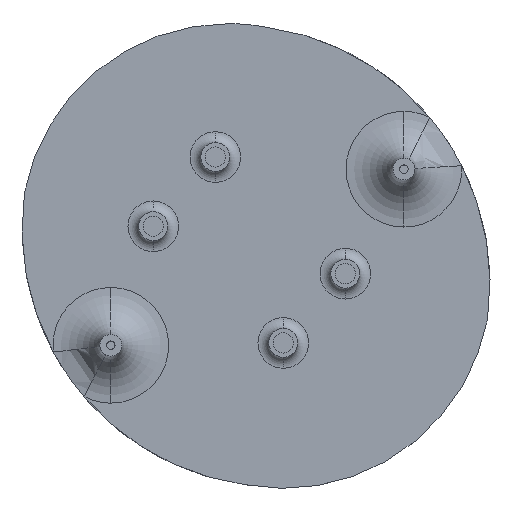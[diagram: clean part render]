
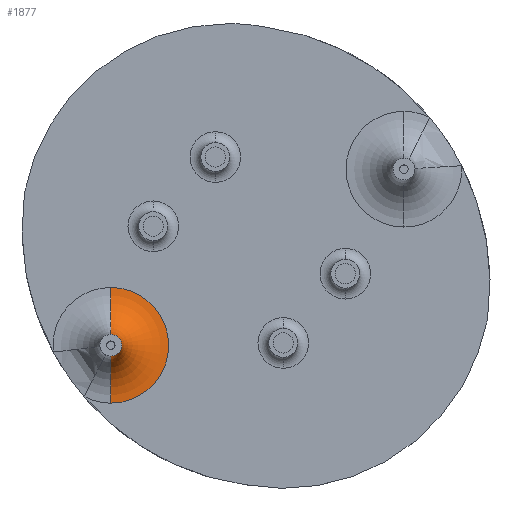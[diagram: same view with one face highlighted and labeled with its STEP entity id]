
A CAD part, top view. The second image highlights one B-rep face of the part: STEP entity #1877.
In plain terms, the highlighted toroidal (fillet/blend) face has major radius 16 mm and minor radius 13 mm.
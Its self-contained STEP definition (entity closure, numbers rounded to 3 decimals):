
#1 = ORIENTED_EDGE ( 'NONE', *, *, #971, .T. ) ;
#4 = VERTEX_POINT ( 'NONE', #644 ) ;
#43 = CARTESIAN_POINT ( 'NONE',  ( -171.888, -30.733, 14.688 ) ) ;
#68 = DIRECTION ( 'NONE',  ( 0., 0., 1. ) ) ;
#214 = AXIS2_PLACEMENT_3D ( 'NONE', #1536, #324, #1817 ) ;
#256 = ORIENTED_EDGE ( 'NONE', *, *, #1864, .F. ) ;
#258 = CARTESIAN_POINT ( 'NONE',  ( -168.888, -27.733, 14.688 ) ) ;
#323 = CARTESIAN_POINT ( 'NONE',  ( -171.888, -11.733, 1.688 ) ) ;
#324 = DIRECTION ( 'NONE',  ( 0., 0., 1. ) ) ;
#326 = AXIS2_PLACEMENT_3D ( 'NONE', #1120, #951, #68 ) ;
#352 = TOROIDAL_SURFACE ( 'NONE', #585, 16., 13. ) ;
#357 = CIRCLE ( 'NONE', #716, 16. ) ;
#413 = VERTEX_POINT ( 'NONE', #323 ) ;
#415 = CARTESIAN_POINT ( 'NONE',  ( -171.888, -27.733, 1.688 ) ) ;
#428 = CARTESIAN_POINT ( 'NONE',  ( -171.888, -27.733, 14.688 ) ) ;
#476 = DIRECTION ( 'NONE',  ( 0., 0., -1. ) ) ;
#509 = ORIENTED_EDGE ( 'NONE', *, *, #826, .F. ) ;
#569 = AXIS2_PLACEMENT_3D ( 'NONE', #428, #1019, #1164 ) ;
#585 = AXIS2_PLACEMENT_3D ( 'NONE', #943, #476, #1820 ) ;
#644 = CARTESIAN_POINT ( 'NONE',  ( -171.888, -43.733, 1.688 ) ) ;
#716 = AXIS2_PLACEMENT_3D ( 'NONE', #415, #1465, #1172 ) ;
#826 = EDGE_CURVE ( 'NONE', #1876, #1716, #1413, .T. ) ;
#933 = CARTESIAN_POINT ( 'NONE',  ( -171.888, -43.733, 14.688 ) ) ;
#943 = CARTESIAN_POINT ( 'NONE',  ( -171.888, -27.733, 14.688 ) ) ;
#951 = DIRECTION ( 'NONE',  ( -1., 0., 0. ) ) ;
#971 = EDGE_CURVE ( 'NONE', #413, #1251, #1341, .T. ) ;
#1008 = FACE_OUTER_BOUND ( 'NONE', #1425, .T. ) ;
#1019 = DIRECTION ( 'NONE',  ( 0., 0., 1. ) ) ;
#1065 = DIRECTION ( 'NONE',  ( 1., 0., 0. ) ) ;
#1120 = CARTESIAN_POINT ( 'NONE',  ( -171.888, -11.733, 14.688 ) ) ;
#1146 = EDGE_CURVE ( 'NONE', #1716, #1251, #1411, .T. ) ;
#1164 = DIRECTION ( 'NONE',  ( 0., 1., 0. ) ) ;
#1172 = DIRECTION ( 'NONE',  ( 0., 1., 0. ) ) ;
#1184 = EDGE_CURVE ( 'NONE', #413, #4, #357, .T. ) ;
#1215 = AXIS2_PLACEMENT_3D ( 'NONE', #933, #1065, #1680 ) ;
#1251 = VERTEX_POINT ( 'NONE', #1904 ) ;
#1330 = CIRCLE ( 'NONE', #1215, 13. ) ;
#1341 = CIRCLE ( 'NONE', #326, 13. ) ;
#1411 = CIRCLE ( 'NONE', #569, 3. ) ;
#1413 = CIRCLE ( 'NONE', #214, 3. ) ;
#1424 = ORIENTED_EDGE ( 'NONE', *, *, #1146, .F. ) ;
#1425 = EDGE_LOOP ( 'NONE', ( #256, #1813, #1, #1424, #509 ) ) ;
#1465 = DIRECTION ( 'NONE',  ( 0., 0., -1. ) ) ;
#1536 = CARTESIAN_POINT ( 'NONE',  ( -171.888, -27.733, 14.688 ) ) ;
#1680 = DIRECTION ( 'NONE',  ( 0., 1., 0. ) ) ;
#1716 = VERTEX_POINT ( 'NONE', #258 ) ;
#1813 = ORIENTED_EDGE ( 'NONE', *, *, #1184, .F. ) ;
#1817 = DIRECTION ( 'NONE',  ( 0., 1., 0. ) ) ;
#1820 = DIRECTION ( 'NONE',  ( 0., 1., 0. ) ) ;
#1864 = EDGE_CURVE ( 'NONE', #4, #1876, #1330, .T. ) ;
#1876 = VERTEX_POINT ( 'NONE', #43 ) ;
#1877 = ADVANCED_FACE ( 'NONE', ( #1008 ), #352, .F. ) ;
#1904 = CARTESIAN_POINT ( 'NONE',  ( -171.888, -24.733, 14.688 ) ) ;
